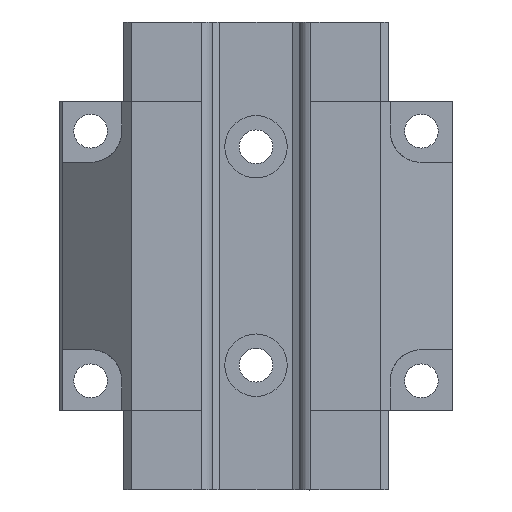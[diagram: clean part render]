
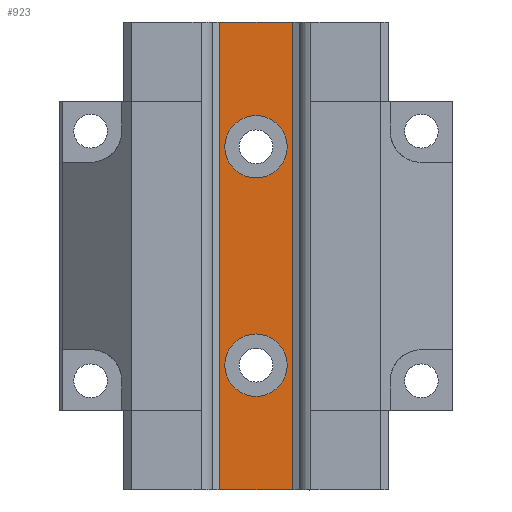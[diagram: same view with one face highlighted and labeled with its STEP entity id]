
A CAD part, front view. The second image highlights one B-rep face of the part: STEP entity #923.
In plain terms, the highlighted planar face has unit normal (0, -1, 0).
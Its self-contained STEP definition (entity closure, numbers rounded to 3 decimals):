
#923 = ADVANCED_FACE ( 'NONE', ( #4314, #4318, #4320 ), #4571, .F. ) ;
#1308 = EDGE_LOOP ( 'NONE', ( #3170 ) ) ;
#1309 = EDGE_LOOP ( 'NONE', ( #3171 ) ) ;
#1310 = EDGE_LOOP ( 'NONE', ( #3172, #3173, #3174, #3175 ) ) ;
#1898 = EDGE_CURVE ( 'NONE', #10164, #10161, #5954, .T. ) ;
#1913 = EDGE_CURVE ( 'NONE', #10166, #10168, #5995, .T. ) ;
#1929 = EDGE_CURVE ( 'NONE', #9168, #9168, #6024, .T. ) ;
#1939 = EDGE_CURVE ( 'NONE', #9172, #9172, #6036, .T. ) ;
#1963 = EDGE_CURVE ( 'NONE', #10168, #10164, #6057, .T. ) ;
#1973 = EDGE_CURVE ( 'NONE', #10166, #10161, #6086, .T. ) ;
#2888 = AXIS2_PLACEMENT_3D ( 'NONE', #4575, #4576, #4577 ) ;
#3170 = ORIENTED_EDGE ( 'NONE', *, *, #1939, .F. ) ;
#3171 = ORIENTED_EDGE ( 'NONE', *, *, #1929, .F. ) ;
#3172 = ORIENTED_EDGE ( 'NONE', *, *, #1973, .T. ) ;
#3173 = ORIENTED_EDGE ( 'NONE', *, *, #1898, .F. ) ;
#3174 = ORIENTED_EDGE ( 'NONE', *, *, #1963, .F. ) ;
#3175 = ORIENTED_EDGE ( 'NONE', *, *, #1913, .F. ) ;
#4314 = FACE_BOUND ( 'NONE', #1308, .T. ) ;
#4318 = FACE_BOUND ( 'NONE', #1309, .T. ) ;
#4320 = FACE_OUTER_BOUND ( 'NONE', #1310, .T. ) ;
#4571 = PLANE ( 'NONE',  #2888 ) ;
#4575 = CARTESIAN_POINT ( 'NONE',  ( 9.038, -9.15, 45. ) ) ;
#4576 = DIRECTION ( 'NONE',  ( 0., 1., 0. ) ) ;
#4577 = DIRECTION ( 'NONE',  ( 0., 0., 1. ) ) ;
#5570 = CARTESIAN_POINT ( 'NONE',  ( 9.038, -9.15, 45. ) ) ;
#5577 = DIRECTION ( 'NONE',  ( 0., 0., -1. ) ) ;
#5607 = CARTESIAN_POINT ( 'NONE',  ( -9.038, -9.15, 45. ) ) ;
#5608 = DIRECTION ( 'NONE',  ( 0., 0., 1. ) ) ;
#5641 = CARTESIAN_POINT ( 'NONE',  ( 0., -9.15, 17.5 ) ) ;
#5644 = DIRECTION ( 'NONE',  ( 0., -1., 0. ) ) ;
#5645 = DIRECTION ( 'NONE',  ( 0., 0., 1. ) ) ;
#5659 = CARTESIAN_POINT ( 'NONE',  ( 0., -9.15, -17.5 ) ) ;
#5671 = DIRECTION ( 'NONE',  ( 0., -1., 0. ) ) ;
#5672 = DIRECTION ( 'NONE',  ( 0., 0., 1. ) ) ;
#5727 = CARTESIAN_POINT ( 'NONE',  ( 0., -9.15, 37.5 ) ) ;
#5728 = DIRECTION ( 'NONE',  ( 1., 0., 0. ) ) ;
#5954 = LINE ( 'NONE', #5570, #5965 ) ;
#5965 = VECTOR ( 'NONE', #5577, 1000. ) ;
#5995 = LINE ( 'NONE', #5607, #5996 ) ;
#5996 = VECTOR ( 'NONE', #5608, 1000. ) ;
#6024 = CIRCLE ( 'NONE', #6377, 5. ) ;
#6036 = CIRCLE ( 'NONE', #6382, 5. ) ;
#6057 = LINE ( 'NONE', #5727, #6063 ) ;
#6063 = VECTOR ( 'NONE', #5728, 1000. ) ;
#6086 = LINE ( 'NONE', #6534, #6088 ) ;
#6088 = VECTOR ( 'NONE', #6535, 1000. ) ;
#6377 = AXIS2_PLACEMENT_3D ( 'NONE', #5641, #5644, #5645 ) ;
#6382 = AXIS2_PLACEMENT_3D ( 'NONE', #5659, #5671, #5672 ) ;
#6534 = CARTESIAN_POINT ( 'NONE',  ( 0., -9.15, -37.5 ) ) ;
#6535 = DIRECTION ( 'NONE',  ( 1., 0., 0. ) ) ;
#7555 = CARTESIAN_POINT ( 'NONE',  ( 9.038, -9.15, -37.5 ) ) ;
#7558 = CARTESIAN_POINT ( 'NONE',  ( 9.038, -9.15, 37.5 ) ) ;
#7560 = CARTESIAN_POINT ( 'NONE',  ( -9.038, -9.15, -37.5 ) ) ;
#7562 = CARTESIAN_POINT ( 'NONE',  ( -9.038, -9.15, 37.5 ) ) ;
#9168 = VERTEX_POINT ( 'NONE', #9169 ) ;
#9169 = CARTESIAN_POINT ( 'NONE',  ( 0., -9.15, 22.5 ) ) ;
#9172 = VERTEX_POINT ( 'NONE', #9173 ) ;
#9173 = CARTESIAN_POINT ( 'NONE',  ( 0., -9.15, -12.5 ) ) ;
#10161 = VERTEX_POINT ( 'NONE', #7555 ) ;
#10164 = VERTEX_POINT ( 'NONE', #7558 ) ;
#10166 = VERTEX_POINT ( 'NONE', #7560 ) ;
#10168 = VERTEX_POINT ( 'NONE', #7562 ) ;
